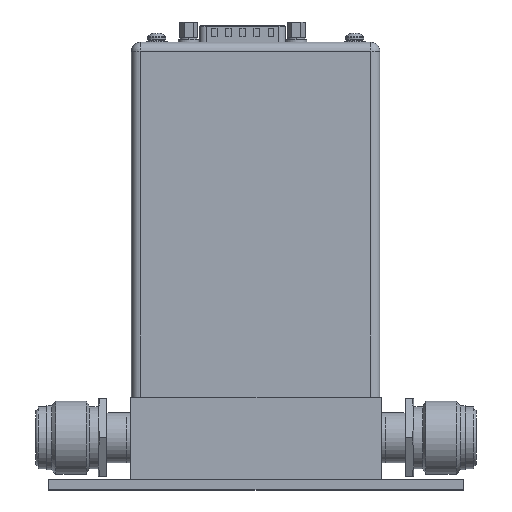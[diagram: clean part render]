
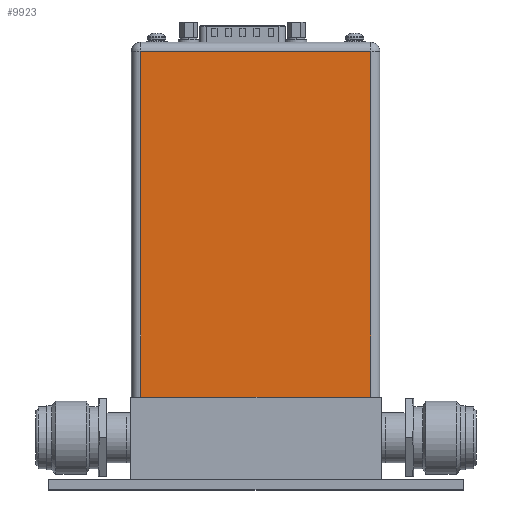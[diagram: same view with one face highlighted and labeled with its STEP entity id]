
A CAD part, top view. The second image highlights one B-rep face of the part: STEP entity #9923.
In plain terms, the highlighted planar face has unit normal (0, 0, 1).
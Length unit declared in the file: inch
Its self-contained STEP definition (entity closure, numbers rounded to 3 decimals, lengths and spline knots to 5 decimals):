
#8934=DIRECTION('',(1.,0.,0.));
#8935=VECTOR('',#8934,2.757);
#8936=CARTESIAN_POINT('',(-1.3785,0.,1.425));
#8937=LINE('',#8936,#8935);
#9007=DIRECTION('',(0.,1.,0.));
#9008=VECTOR('',#9007,4.141);
#9009=CARTESIAN_POINT('',(1.3785,0.,1.425));
#9010=LINE('',#9009,#9008);
#9019=DIRECTION('',(0.,-1.,0.));
#9020=VECTOR('',#9019,4.141);
#9021=CARTESIAN_POINT('',(-1.3785,4.141,1.425));
#9022=LINE('',#9021,#9020);
#9220=DIRECTION('',(-1.,0.,0.));
#9221=VECTOR('',#9220,2.757);
#9222=CARTESIAN_POINT('',(1.3785,4.141,1.425));
#9223=LINE('',#9222,#9221);
#9625=CARTESIAN_POINT('',(-1.3785,0.,1.425));
#9626=VERTEX_POINT('',#9625);
#9627=CARTESIAN_POINT('',(1.3785,0.,1.425));
#9628=VERTEX_POINT('',#9627);
#9661=CARTESIAN_POINT('',(1.3785,4.141,1.425));
#9662=VERTEX_POINT('',#9661);
#9663=CARTESIAN_POINT('',(-1.3785,4.141,1.425));
#9664=VERTEX_POINT('',#9663);
#9910=CARTESIAN_POINT('',(-1.4875,0.,1.425));
#9911=DIRECTION('',(0.,0.,1.));
#9912=DIRECTION('',(1.,0.,0.));
#9913=AXIS2_PLACEMENT_3D('',#9910,#9911,#9912);
#9914=PLANE('',#9913);
#9915=ORIENTED_EDGE('',*,*,#9902,.F.);
#9916=ORIENTED_EDGE('',*,*,#9830,.F.);
#9918=ORIENTED_EDGE('',*,*,#9917,.F.);
#9920=ORIENTED_EDGE('',*,*,#9919,.F.);
#9921=EDGE_LOOP('',(#9915,#9916,#9918,#9920));
#9922=FACE_OUTER_BOUND('',#9921,.F.);
#9923=ADVANCED_FACE('',(#9922),#9914,.T.);
#9830=EDGE_CURVE('',#9626,#9628,#8937,.T.);
#9902=EDGE_CURVE('',#9628,#9662,#9010,.T.);
#9917=EDGE_CURVE('',#9664,#9626,#9022,.T.);
#9919=EDGE_CURVE('',#9662,#9664,#9223,.T.);
